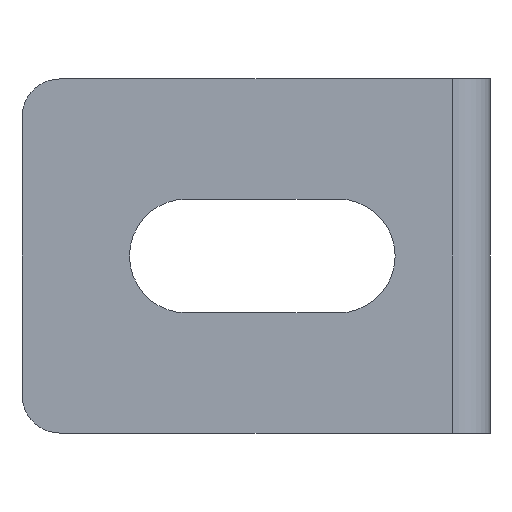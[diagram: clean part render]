
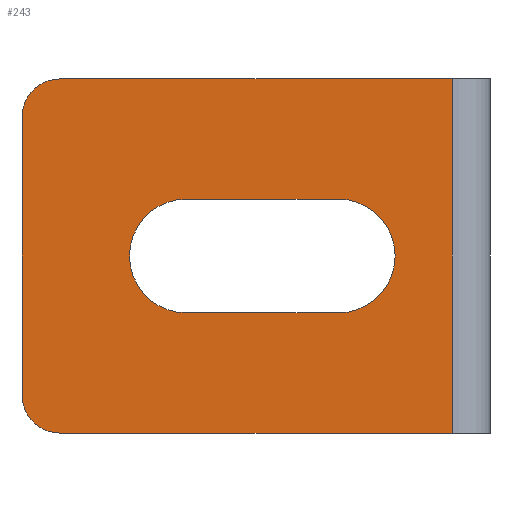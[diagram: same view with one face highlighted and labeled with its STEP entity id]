
A CAD part, left-side view. The second image highlights one B-rep face of the part: STEP entity #243.
In plain terms, the highlighted planar face has unit normal (-1, 0, 0).
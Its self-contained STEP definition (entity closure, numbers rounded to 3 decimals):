
#17 = LINE ( 'NONE', #78, #915 ) ;
#18 = EDGE_CURVE ( 'NONE', #226, #467, #646, .T. ) ;
#23 = DIRECTION ( 'NONE',  ( -1., 0., 0. ) ) ;
#30 = VERTEX_POINT ( 'NONE', #383 ) ;
#33 = CARTESIAN_POINT ( 'NONE',  ( 0., 24., 18.5 ) ) ;
#50 = DIRECTION ( 'NONE',  ( -1., 0., 0. ) ) ;
#53 = EDGE_CURVE ( 'NONE', #733, #83, #17, .T. ) ;
#57 = CARTESIAN_POINT ( 'NONE',  ( 0., 10.108, 28. ) ) ;
#67 = CARTESIAN_POINT ( 'NONE',  ( 0., 37., 9.5 ) ) ;
#78 = CARTESIAN_POINT ( 'NONE',  ( 0., 37., 0. ) ) ;
#82 = DIRECTION ( 'NONE',  ( 1., 0., 0. ) ) ;
#83 = VERTEX_POINT ( 'NONE', #317 ) ;
#100 = EDGE_CURVE ( 'NONE', #218, #733, #313, .T. ) ;
#110 = LINE ( 'NONE', #565, #250 ) ;
#126 = CIRCLE ( 'NONE', #575, 3. ) ;
#129 = ORIENTED_EDGE ( 'NONE', *, *, #208, .T. ) ;
#175 = EDGE_CURVE ( 'NONE', #83, #238, #126, .T. ) ;
#178 = DIRECTION ( 'NONE',  ( 0., 0., 1. ) ) ;
#183 = CIRCLE ( 'NONE', #271, 4.5 ) ;
#199 = EDGE_LOOP ( 'NONE', ( #304, #766, #290, #454, #695, #874 ) ) ;
#200 = CARTESIAN_POINT ( 'NONE',  ( 0., 3., 0. ) ) ;
#208 = EDGE_CURVE ( 'NONE', #864, #241, #339, .T. ) ;
#210 = DIRECTION ( 'NONE',  ( 0., 1., 0. ) ) ;
#213 = AXIS2_PLACEMENT_3D ( 'NONE', #699, #50, #887 ) ;
#218 = VERTEX_POINT ( 'NONE', #536 ) ;
#221 = EDGE_CURVE ( 'NONE', #218, #373, #773, .T. ) ;
#225 = FACE_BOUND ( 'NONE', #636, .T. ) ;
#226 = VERTEX_POINT ( 'NONE', #33 ) ;
#238 = VERTEX_POINT ( 'NONE', #895 ) ;
#241 = VERTEX_POINT ( 'NONE', #758 ) ;
#242 = ORIENTED_EDGE ( 'NONE', *, *, #359, .T. ) ;
#243 = ADVANCED_FACE ( 'NONE', ( #669, #225 ), #826, .T. ) ;
#249 = DIRECTION ( 'NONE',  ( 0., 0., 1. ) ) ;
#250 = VECTOR ( 'NONE', #708, 1000. ) ;
#264 = CARTESIAN_POINT ( 'NONE',  ( 0., 24., 9.5 ) ) ;
#267 = DIRECTION ( 'NONE',  ( 1., 0., 0. ) ) ;
#270 = CARTESIAN_POINT ( 'NONE',  ( 0., 3., 28. ) ) ;
#271 = AXIS2_PLACEMENT_3D ( 'NONE', #837, #267, #340 ) ;
#272 = DIRECTION ( 'NONE',  ( 0., 1., 0. ) ) ;
#281 = EDGE_CURVE ( 'NONE', #241, #226, #183, .T. ) ;
#290 = ORIENTED_EDGE ( 'NONE', *, *, #175, .T. ) ;
#304 = ORIENTED_EDGE ( 'NONE', *, *, #100, .T. ) ;
#313 = CIRCLE ( 'NONE', #650, 3. ) ;
#317 = CARTESIAN_POINT ( 'NONE',  ( 0., 37., 3. ) ) ;
#322 = VECTOR ( 'NONE', #873, 1000. ) ;
#323 = CARTESIAN_POINT ( 'NONE',  ( 0., 34., 3. ) ) ;
#326 = ORIENTED_EDGE ( 'NONE', *, *, #281, .T. ) ;
#331 = EDGE_CURVE ( 'NONE', #373, #361, #110, .T. ) ;
#339 = CIRCLE ( 'NONE', #434, 4.5 ) ;
#340 = DIRECTION ( 'NONE',  ( 0., 1., 0. ) ) ;
#359 = EDGE_CURVE ( 'NONE', #30, #864, #621, .T. ) ;
#361 = VERTEX_POINT ( 'NONE', #200 ) ;
#363 = CARTESIAN_POINT ( 'NONE',  ( 0., 37., 18.5 ) ) ;
#365 = CARTESIAN_POINT ( 'NONE',  ( 0., 12., 14. ) ) ;
#373 = VERTEX_POINT ( 'NONE', #270 ) ;
#383 = CARTESIAN_POINT ( 'NONE',  ( 0., 12., 9.5 ) ) ;
#413 = ORIENTED_EDGE ( 'NONE', *, *, #18, .T. ) ;
#434 = AXIS2_PLACEMENT_3D ( 'NONE', #470, #481, #624 ) ;
#437 = CARTESIAN_POINT ( 'NONE',  ( 0., 12., 18.5 ) ) ;
#445 = EDGE_CURVE ( 'NONE', #467, #30, #612, .T. ) ;
#454 = ORIENTED_EDGE ( 'NONE', *, *, #838, .T. ) ;
#467 = VERTEX_POINT ( 'NONE', #437 ) ;
#470 = CARTESIAN_POINT ( 'NONE',  ( 0., 24., 14. ) ) ;
#481 = DIRECTION ( 'NONE',  ( 1., 0., 0. ) ) ;
#522 = CARTESIAN_POINT ( 'NONE',  ( 0., 34., 25. ) ) ;
#534 = AXIS2_PLACEMENT_3D ( 'NONE', #365, #82, #210 ) ;
#536 = CARTESIAN_POINT ( 'NONE',  ( 0., 34., 28. ) ) ;
#565 = CARTESIAN_POINT ( 'NONE',  ( 0., 3., 0. ) ) ;
#575 = AXIS2_PLACEMENT_3D ( 'NONE', #323, #613, #178 ) ;
#609 = DIRECTION ( 'NONE',  ( 0., -1., 0. ) ) ;
#612 = CIRCLE ( 'NONE', #534, 4.5 ) ;
#613 = DIRECTION ( 'NONE',  ( -1., 0., 0. ) ) ;
#621 = LINE ( 'NONE', #67, #851 ) ;
#624 = DIRECTION ( 'NONE',  ( 0., 1., 0. ) ) ;
#636 = EDGE_LOOP ( 'NONE', ( #129, #326, #413, #671, #242 ) ) ;
#646 = LINE ( 'NONE', #363, #322 ) ;
#650 = AXIS2_PLACEMENT_3D ( 'NONE', #522, #23, #249 ) ;
#669 = FACE_OUTER_BOUND ( 'NONE', #199, .T. ) ;
#671 = ORIENTED_EDGE ( 'NONE', *, *, #445, .T. ) ;
#695 = ORIENTED_EDGE ( 'NONE', *, *, #331, .F. ) ;
#699 = CARTESIAN_POINT ( 'NONE',  ( 0., 37., 0. ) ) ;
#708 = DIRECTION ( 'NONE',  ( 0., 0., -1. ) ) ;
#733 = VERTEX_POINT ( 'NONE', #809 ) ;
#739 = CARTESIAN_POINT ( 'NONE',  ( 0., 10.108, 0. ) ) ;
#758 = CARTESIAN_POINT ( 'NONE',  ( 0., 28.5, 14. ) ) ;
#766 = ORIENTED_EDGE ( 'NONE', *, *, #53, .T. ) ;
#773 = LINE ( 'NONE', #57, #794 ) ;
#780 = DIRECTION ( 'NONE',  ( 0., 0., -1. ) ) ;
#792 = LINE ( 'NONE', #739, #861 ) ;
#794 = VECTOR ( 'NONE', #899, 1000. ) ;
#809 = CARTESIAN_POINT ( 'NONE',  ( 0., 37., 25. ) ) ;
#826 = PLANE ( 'NONE',  #213 ) ;
#837 = CARTESIAN_POINT ( 'NONE',  ( 0., 24., 14. ) ) ;
#838 = EDGE_CURVE ( 'NONE', #238, #361, #792, .T. ) ;
#851 = VECTOR ( 'NONE', #272, 1000. ) ;
#861 = VECTOR ( 'NONE', #609, 1000. ) ;
#864 = VERTEX_POINT ( 'NONE', #264 ) ;
#873 = DIRECTION ( 'NONE',  ( 0., -1., 0. ) ) ;
#874 = ORIENTED_EDGE ( 'NONE', *, *, #221, .F. ) ;
#887 = DIRECTION ( 'NONE',  ( 0., -1., 0. ) ) ;
#895 = CARTESIAN_POINT ( 'NONE',  ( 0., 34., 0. ) ) ;
#899 = DIRECTION ( 'NONE',  ( 0., -1., 0. ) ) ;
#915 = VECTOR ( 'NONE', #780, 1000. ) ;
